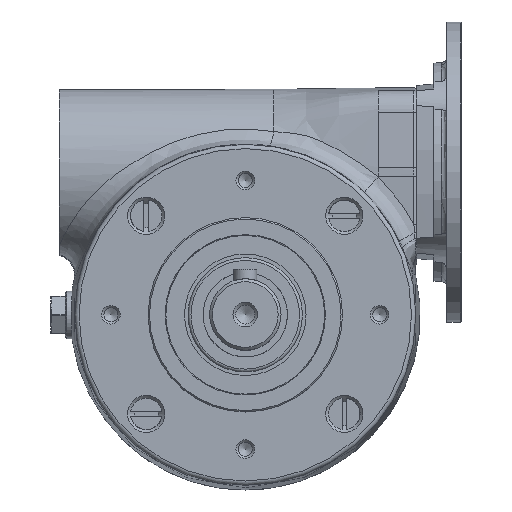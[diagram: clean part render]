
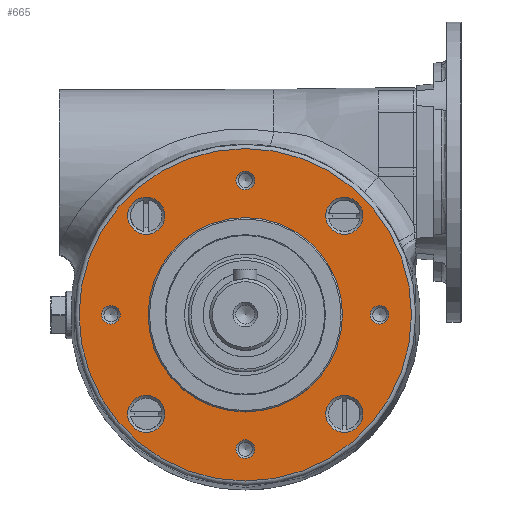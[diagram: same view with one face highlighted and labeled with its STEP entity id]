
A CAD part, top view. The second image highlights one B-rep face of the part: STEP entity #665.
In plain terms, the highlighted planar face has unit normal (0, 0, 1).
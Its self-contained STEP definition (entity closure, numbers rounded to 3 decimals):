
#665 = ADVANCED_FACE( '', ( #1613, #1614, #1615, #1616, #1617, #1618, #1619, #1620, #1621, #1622 ), #1623, .T. );
#1613 = FACE_BOUND( '', #4454, .T. );
#1614 = FACE_BOUND( '', #4455, .T. );
#1615 = FACE_BOUND( '', #4456, .T. );
#1616 = FACE_BOUND( '', #4457, .T. );
#1617 = FACE_BOUND( '', #4458, .T. );
#1618 = FACE_BOUND( '', #4459, .T. );
#1619 = FACE_BOUND( '', #4460, .T. );
#1620 = FACE_BOUND( '', #4461, .T. );
#1621 = FACE_BOUND( '', #4462, .T. );
#1622 = FACE_OUTER_BOUND( '', #4463, .T. );
#1623 = PLANE( '', #4464 );
#4454 = EDGE_LOOP( '', ( #7456 ) );
#4455 = EDGE_LOOP( '', ( #7457 ) );
#4456 = EDGE_LOOP( '', ( #7458 ) );
#4457 = EDGE_LOOP( '', ( #7459 ) );
#4458 = EDGE_LOOP( '', ( #7460 ) );
#4459 = EDGE_LOOP( '', ( #7461 ) );
#4460 = EDGE_LOOP( '', ( #7462 ) );
#4461 = EDGE_LOOP( '', ( #7463 ) );
#4462 = EDGE_LOOP( '', ( #7464 ) );
#4463 = EDGE_LOOP( '', ( #7465 ) );
#4464 = AXIS2_PLACEMENT_3D( '', #7466, #7467, #7468 );
#7456 = ORIENTED_EDGE( '', *, *, #9709, .T. );
#7457 = ORIENTED_EDGE( '', *, *, #9710, .T. );
#7458 = ORIENTED_EDGE( '', *, *, #9711, .T. );
#7459 = ORIENTED_EDGE( '', *, *, #9712, .T. );
#7460 = ORIENTED_EDGE( '', *, *, #9713, .T. );
#7461 = ORIENTED_EDGE( '', *, *, #9389, .T. );
#7462 = ORIENTED_EDGE( '', *, *, #9465, .T. );
#7463 = ORIENTED_EDGE( '', *, *, #9714, .T. );
#7464 = ORIENTED_EDGE( '', *, *, #9715, .F. );
#7465 = ORIENTED_EDGE( '', *, *, #9716, .T. );
#7466 = CARTESIAN_POINT( '', ( 34., 0., 38. ) );
#7467 = DIRECTION( '', ( 0., 0., 1. ) );
#7468 = DIRECTION( '', ( 1., 0., 0. ) );
#9389 = EDGE_CURVE( '', #10639, #10639, #10640, .T. );
#9465 = EDGE_CURVE( '', #10763, #10763, #10764, .T. );
#9709 = EDGE_CURVE( '', #11130, #11130, #11131, .T. );
#9710 = EDGE_CURVE( '', #11132, #11132, #11133, .T. );
#9711 = EDGE_CURVE( '', #11134, #11134, #11135, .T. );
#9712 = EDGE_CURVE( '', #11136, #11136, #11137, .T. );
#9713 = EDGE_CURVE( '', #11138, #11138, #11139, .T. );
#9714 = EDGE_CURVE( '', #11140, #11140, #11141, .T. );
#9715 = EDGE_CURVE( '', #11142, #11142, #11143, .T. );
#9716 = EDGE_CURVE( '', #11144, #11144, #11145, .F. );
#10639 = VERTEX_POINT( '', #12781 );
#10640 = CIRCLE( '', #12782, 3.259 );
#10763 = VERTEX_POINT( '', #13288 );
#10764 = CIRCLE( '', #13289, 3.259 );
#11130 = VERTEX_POINT( '', #14040 );
#11131 = CIRCLE( '', #14041, 6.5 );
#11132 = VERTEX_POINT( '', #14042 );
#11133 = CIRCLE( '', #14043, 6.5 );
#11134 = VERTEX_POINT( '', #14044 );
#11135 = CIRCLE( '', #14045, 6.5 );
#11136 = VERTEX_POINT( '', #14046 );
#11137 = CIRCLE( '', #14047, 6.5 );
#11138 = VERTEX_POINT( '', #14048 );
#11139 = CIRCLE( '', #14049, 3.259 );
#11140 = VERTEX_POINT( '', #14050 );
#11141 = CIRCLE( '', #14051, 3.259 );
#11142 = VERTEX_POINT( '', #14052 );
#11143 = CIRCLE( '', #14053, 34. );
#11144 = VERTEX_POINT( '', #14054 );
#11145 = CIRCLE( '', #14055, 58.155 );
#12781 = CARTESIAN_POINT( '', ( 3.258, 47., 38. ) );
#12782 = AXIS2_PLACEMENT_3D( '', #15663, #15664, #15665 );
#13288 = CARTESIAN_POINT( '', ( 47., -3.258, 38. ) );
#13289 = AXIS2_PLACEMENT_3D( '', #15730, #15731, #15732 );
#14040 = CARTESIAN_POINT( '', ( 28.148, 34.648, 38. ) );
#14041 = AXIS2_PLACEMENT_3D( '', #16036, #16037, #16038 );
#14042 = CARTESIAN_POINT( '', ( 28.148, -34.648, 38. ) );
#14043 = AXIS2_PLACEMENT_3D( '', #16039, #16040, #16041 );
#14044 = CARTESIAN_POINT( '', ( -41.148, -34.648, 38. ) );
#14045 = AXIS2_PLACEMENT_3D( '', #16042, #16043, #16044 );
#14046 = CARTESIAN_POINT( '', ( -41.148, 34.648, 38. ) );
#14047 = AXIS2_PLACEMENT_3D( '', #16045, #16046, #16047 );
#14048 = CARTESIAN_POINT( '', ( -47., 3.259, 38. ) );
#14049 = AXIS2_PLACEMENT_3D( '', #16048, #16049, #16050 );
#14050 = CARTESIAN_POINT( '', ( -3.258, -47., 38. ) );
#14051 = AXIS2_PLACEMENT_3D( '', #16051, #16052, #16053 );
#14052 = CARTESIAN_POINT( '', ( 34., 0., 38. ) );
#14053 = AXIS2_PLACEMENT_3D( '', #16054, #16055, #16056 );
#14054 = CARTESIAN_POINT( '', ( 0., -58.155, 38. ) );
#14055 = AXIS2_PLACEMENT_3D( '', #16057, #16058, #16059 );
#15663 = CARTESIAN_POINT( '', ( 0., 47., 38. ) );
#15664 = DIRECTION( '', ( 0., 0., -1. ) );
#15665 = DIRECTION( '', ( 1., 0., 0. ) );
#15730 = CARTESIAN_POINT( '', ( 47., 0., 38. ) );
#15731 = DIRECTION( '', ( 0., 0., -1. ) );
#15732 = DIRECTION( '', ( 0., -1., 0. ) );
#16036 = CARTESIAN_POINT( '', ( 34.648, 34.648, 38. ) );
#16037 = DIRECTION( '', ( 0., 0., -1. ) );
#16038 = DIRECTION( '', ( -1., 0., 0. ) );
#16039 = CARTESIAN_POINT( '', ( 34.648, -34.648, 38. ) );
#16040 = DIRECTION( '', ( 0., 0., -1. ) );
#16041 = DIRECTION( '', ( -1., 0., 0. ) );
#16042 = CARTESIAN_POINT( '', ( -34.648, -34.648, 38. ) );
#16043 = DIRECTION( '', ( 0., 0., -1. ) );
#16044 = DIRECTION( '', ( -1., 0., 0. ) );
#16045 = CARTESIAN_POINT( '', ( -34.648, 34.648, 38. ) );
#16046 = DIRECTION( '', ( 0., 0., -1. ) );
#16047 = DIRECTION( '', ( -1., 0., 0. ) );
#16048 = CARTESIAN_POINT( '', ( -47., 0., 38. ) );
#16049 = DIRECTION( '', ( 0., 0., -1. ) );
#16050 = DIRECTION( '', ( 0., 1., 0. ) );
#16051 = CARTESIAN_POINT( '', ( 0., -47., 38. ) );
#16052 = DIRECTION( '', ( 0., 0., -1. ) );
#16053 = DIRECTION( '', ( -1., 0., 0. ) );
#16054 = CARTESIAN_POINT( '', ( 0., 0., 38. ) );
#16055 = DIRECTION( '', ( 0., 0., 1. ) );
#16056 = DIRECTION( '', ( 1., 0., 0. ) );
#16057 = CARTESIAN_POINT( '', ( 0., 0., 38. ) );
#16058 = DIRECTION( '', ( 0., 0., -1. ) );
#16059 = DIRECTION( '', ( 0., -1., 0. ) );
